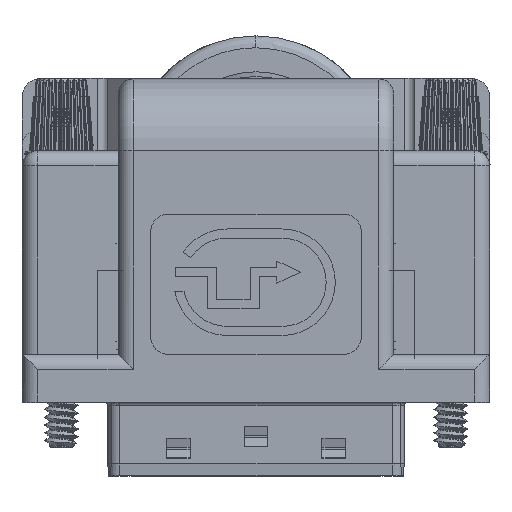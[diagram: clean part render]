
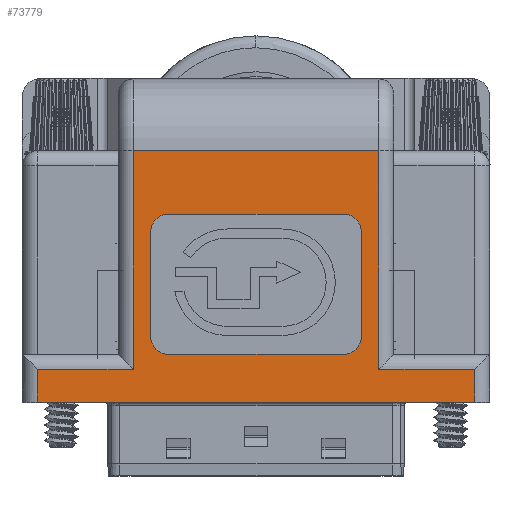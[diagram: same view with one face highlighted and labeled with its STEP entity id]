
A CAD part, top view. The second image highlights one B-rep face of the part: STEP entity #73779.
In plain terms, the highlighted face is planar.
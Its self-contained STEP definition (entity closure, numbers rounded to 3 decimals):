
#19154 = DIRECTION ( 'NONE',  ( 1., 0., 0. ) ) ;
#19156 = VECTOR ( 'NONE', #19154, 1000. ) ;
#73673 = VERTEX_POINT ( 'NONE', #79279 ) ;
#73692 = ORIENTED_EDGE ( 'NONE', *, *, #73771, .T. ) ;
#73726 = ORIENTED_EDGE ( 'NONE', *, *, #73795, .T. ) ;
#73727 = EDGE_LOOP ( 'NONE', ( #73785, #73791, #73798, #73839, #73757, #73726, #73769, #73692 ) ) ;
#73735 = VERTEX_POINT ( 'NONE', #79527 ) ;
#73746 = EDGE_CURVE ( 'NONE', #73735, #73780, #79571, .T. ) ;
#73757 = ORIENTED_EDGE ( 'NONE', *, *, #73840, .T. ) ;
#73758 = EDGE_LOOP ( 'NONE', ( #73808, #73820, #73828, #73773, #73816, #73825, #73829, #73879 ) ) ;
#73762 = VERTEX_POINT ( 'NONE', #79602 ) ;
#73764 = EDGE_CURVE ( 'NONE', #73787, #73793, #79598, .T. ) ;
#73769 = ORIENTED_EDGE ( 'NONE', *, *, #73764, .T. ) ;
#73771 = EDGE_CURVE ( 'NONE', #73793, #73735, #79582, .T. ) ;
#73772 = EDGE_CURVE ( 'NONE', #73810, #73844, #79630, .T. ) ;
#73773 = ORIENTED_EDGE ( 'NONE', *, *, #73818, .T. ) ;
#73776 = EDGE_CURVE ( 'NONE', #73844, #73809, #79619, .T. ) ;
#73777 = VERTEX_POINT ( 'NONE', #79624 ) ;
#73778 = VERTEX_POINT ( 'NONE', #79618 ) ;
#73779 = ADVANCED_FACE ( 'NONE', ( #79610, #79623 ), #79620, .F. ) ;
#73780 = VERTEX_POINT ( 'NONE', #79626 ) ;
#73785 = ORIENTED_EDGE ( 'NONE', *, *, #73746, .T. ) ;
#73786 = EDGE_CURVE ( 'NONE', #73780, #73673, #79605, .T. ) ;
#73787 = VERTEX_POINT ( 'NONE', #79614 ) ;
#73791 = ORIENTED_EDGE ( 'NONE', *, *, #73786, .T. ) ;
#73792 = EDGE_CURVE ( 'NONE', #73673, #73777, #79633, .T. ) ;
#73793 = VERTEX_POINT ( 'NONE', #79692 ) ;
#73795 = EDGE_CURVE ( 'NONE', #73842, #73787, #79693, .T. ) ;
#73798 = ORIENTED_EDGE ( 'NONE', *, *, #73792, .T. ) ;
#73799 = EDGE_CURVE ( 'NONE', #73777, #73778, #79663, .T. ) ;
#73808 = ORIENTED_EDGE ( 'NONE', *, *, #73772, .T. ) ;
#73809 = VERTEX_POINT ( 'NONE', #79699 ) ;
#73810 = VERTEX_POINT ( 'NONE', #79698 ) ;
#73815 = VERTEX_POINT ( 'NONE', #79697 ) ;
#73816 = ORIENTED_EDGE ( 'NONE', *, *, #73834, .T. ) ;
#73818 = EDGE_CURVE ( 'NONE', #73762, #73836, #79704, .T. ) ;
#73820 = ORIENTED_EDGE ( 'NONE', *, *, #73776, .T. ) ;
#73822 = EDGE_CURVE ( 'NONE', #73809, #73762, #79766, .T. ) ;
#73825 = ORIENTED_EDGE ( 'NONE', *, *, #73870, .T. ) ;
#73828 = ORIENTED_EDGE ( 'NONE', *, *, #73822, .T. ) ;
#73829 = ORIENTED_EDGE ( 'NONE', *, *, #73875, .T. ) ;
#73831 = VERTEX_POINT ( 'NONE', #79760 ) ;
#73832 = VERTEX_POINT ( 'NONE', #79761 ) ;
#73834 = EDGE_CURVE ( 'NONE', #73836, #73815, #79823, .T. ) ;
#73836 = VERTEX_POINT ( 'NONE', #79821 ) ;
#73839 = ORIENTED_EDGE ( 'NONE', *, *, #73799, .T. ) ;
#73840 = EDGE_CURVE ( 'NONE', #73778, #73842, #79877, .T. ) ;
#73842 = VERTEX_POINT ( 'NONE', #79826 ) ;
#73844 = VERTEX_POINT ( 'NONE', #79891 ) ;
#73870 = EDGE_CURVE ( 'NONE', #73815, #73832, #79994, .T. ) ;
#73875 = EDGE_CURVE ( 'NONE', #73832, #73831, #80015, .T. ) ;
#73879 = ORIENTED_EDGE ( 'NONE', *, *, #73881, .T. ) ;
#73881 = EDGE_CURVE ( 'NONE', #73831, #73810, #80002, .T. ) ;
#79279 = CARTESIAN_POINT ( 'NONE',  ( -8.8, -7.8, 14.2 ) ) ;
#79527 = CARTESIAN_POINT ( 'NONE',  ( -7.3, -7.8, 4. ) ) ;
#79545 = CARTESIAN_POINT ( 'NONE',  ( 7.3, -7.8, 5.5 ) ) ;
#79550 = DIRECTION ( 'NONE',  ( 1., 0., 0. ) ) ;
#79551 = DIRECTION ( 'NONE',  ( 0., 1., 0. ) ) ;
#79559 = CARTESIAN_POINT ( 'NONE',  ( -7.3, -7.8, 5.5 ) ) ;
#79560 = AXIS2_PLACEMENT_3D ( 'NONE', #79559, #79551, #79550 ) ;
#79571 = CIRCLE ( 'NONE', #79560, 1.5 ) ;
#79579 = DIRECTION ( 'NONE',  ( -1., 0., 0. ) ) ;
#79580 = VECTOR ( 'NONE', #79579, 1000. ) ;
#79581 = CARTESIAN_POINT ( 'NONE',  ( -7.3, -7.8, 4. ) ) ;
#79582 = LINE ( 'NONE', #79581, #79580 ) ;
#79589 = DIRECTION ( 'NONE',  ( 1., 0., 0. ) ) ;
#79590 = DIRECTION ( 'NONE',  ( 0., 1., 0. ) ) ;
#79593 = AXIS2_PLACEMENT_3D ( 'NONE', #79612, #79611, #79608 ) ;
#79596 = AXIS2_PLACEMENT_3D ( 'NONE', #79545, #79590, #79589 ) ;
#79598 = CIRCLE ( 'NONE', #79596, 1.5 ) ;
#79602 = CARTESIAN_POINT ( 'NONE',  ( -10.25, -7.8, 2.75 ) ) ;
#79603 = DIRECTION ( 'NONE',  ( 0., 1., 0. ) ) ;
#79604 = CARTESIAN_POINT ( 'NONE',  ( -8.8, -7.8, 14.2 ) ) ;
#79605 = LINE ( 'NONE', #79604, #79635 ) ;
#79606 = VECTOR ( 'NONE', #79683, 1000. ) ;
#79608 = DIRECTION ( 'NONE',  ( -1., 0., 0. ) ) ;
#79610 = FACE_BOUND ( 'NONE', #73727, .T. ) ;
#79611 = DIRECTION ( 'NONE',  ( 0., 1., 0. ) ) ;
#79612 = CARTESIAN_POINT ( 'NONE',  ( 19.5, -7.8, 27. ) ) ;
#79614 = CARTESIAN_POINT ( 'NONE',  ( 8.8, -7.8, 5.5 ) ) ;
#79615 = DIRECTION ( 'NONE',  ( -1., 0., 0. ) ) ;
#79616 = VECTOR ( 'NONE', #79615, 1000. ) ;
#79617 = CARTESIAN_POINT ( 'NONE',  ( 19.5, -7.8, 21. ) ) ;
#79618 = CARTESIAN_POINT ( 'NONE',  ( 7.3, -7.8, 15.7 ) ) ;
#79619 = LINE ( 'NONE', #79617, #79616 ) ;
#79620 = PLANE ( 'NONE',  #79593 ) ;
#79623 = FACE_OUTER_BOUND ( 'NONE', #73758, .T. ) ;
#79624 = CARTESIAN_POINT ( 'NONE',  ( -7.3, -7.8, 15.7 ) ) ;
#79626 = CARTESIAN_POINT ( 'NONE',  ( -8.8, -7.8, 5.5 ) ) ;
#79627 = DIRECTION ( 'NONE',  ( 0., 0., 1. ) ) ;
#79628 = VECTOR ( 'NONE', #79627, 1000. ) ;
#79629 = CARTESIAN_POINT ( 'NONE',  ( 10.25, -7.8, 27. ) ) ;
#79630 = LINE ( 'NONE', #79629, #79628 ) ;
#79633 = CIRCLE ( 'NONE', #79691, 1.5 ) ;
#79634 = DIRECTION ( 'NONE',  ( 0., 0., 1. ) ) ;
#79635 = VECTOR ( 'NONE', #79634, 1000. ) ;
#79663 = LINE ( 'NONE', #79665, #19156 ) ;
#79665 = CARTESIAN_POINT ( 'NONE',  ( -7.3, -7.8, 15.7 ) ) ;
#79668 = DIRECTION ( 'NONE',  ( 1., 0., 0. ) ) ;
#79682 = CARTESIAN_POINT ( 'NONE',  ( -7.3, -7.8, 14.2 ) ) ;
#79683 = DIRECTION ( 'NONE',  ( 0., 0., -1. ) ) ;
#79684 = CARTESIAN_POINT ( 'NONE',  ( 8.8, -7.8, 14.2 ) ) ;
#79691 = AXIS2_PLACEMENT_3D ( 'NONE', #79682, #79603, #79668 ) ;
#79692 = CARTESIAN_POINT ( 'NONE',  ( 7.3, -7.8, 4. ) ) ;
#79693 = LINE ( 'NONE', #79684, #79606 ) ;
#79697 = CARTESIAN_POINT ( 'NONE',  ( -18.25, -7.8, 0. ) ) ;
#79698 = CARTESIAN_POINT ( 'NONE',  ( 10.25, -7.8, 2.75 ) ) ;
#79699 = CARTESIAN_POINT ( 'NONE',  ( -10.25, -7.8, 21. ) ) ;
#79703 = CARTESIAN_POINT ( 'NONE',  ( 19.5, -7.8, 2.75 ) ) ;
#79704 = LINE ( 'NONE', #79703, #79718 ) ;
#79718 = VECTOR ( 'NONE', #79767, 1000. ) ;
#79760 = CARTESIAN_POINT ( 'NONE',  ( 18.25, -7.8, 2.75 ) ) ;
#79761 = CARTESIAN_POINT ( 'NONE',  ( 18.25, -7.8, 0. ) ) ;
#79762 = DIRECTION ( 'NONE',  ( 0., 0., -1. ) ) ;
#79763 = VECTOR ( 'NONE', #79762, 1000. ) ;
#79764 = CARTESIAN_POINT ( 'NONE',  ( -10.25, -7.8, 27. ) ) ;
#79766 = LINE ( 'NONE', #79764, #79763 ) ;
#79767 = DIRECTION ( 'NONE',  ( -1., 0., 0. ) ) ;
#79821 = CARTESIAN_POINT ( 'NONE',  ( -18.25, -7.8, 2.75 ) ) ;
#79822 = CARTESIAN_POINT ( 'NONE',  ( -18.25, -7.8, 27. ) ) ;
#79823 = LINE ( 'NONE', #79822, #79876 ) ;
#79826 = CARTESIAN_POINT ( 'NONE',  ( 8.8, -7.8, 14.2 ) ) ;
#79858 = DIRECTION ( 'NONE',  ( 0., 1., 0. ) ) ;
#79859 = CARTESIAN_POINT ( 'NONE',  ( 7.3, -7.8, 14.2 ) ) ;
#79872 = AXIS2_PLACEMENT_3D ( 'NONE', #79859, #79858, #79901 ) ;
#79875 = DIRECTION ( 'NONE',  ( 0., 0., -1. ) ) ;
#79876 = VECTOR ( 'NONE', #79875, 1000. ) ;
#79877 = CIRCLE ( 'NONE', #79872, 1.5 ) ;
#79891 = CARTESIAN_POINT ( 'NONE',  ( 10.25, -7.8, 21. ) ) ;
#79901 = DIRECTION ( 'NONE',  ( -1., 0., 0. ) ) ;
#79993 = CARTESIAN_POINT ( 'NONE',  ( 19.5, -7.8, 0. ) ) ;
#79994 = LINE ( 'NONE', #79993, #80018 ) ;
#80001 = CARTESIAN_POINT ( 'NONE',  ( 19.5, -7.8, 2.75 ) ) ;
#80002 = LINE ( 'NONE', #80001, #80026 ) ;
#80006 = DIRECTION ( 'NONE',  ( 0., 0., 1. ) ) ;
#80007 = VECTOR ( 'NONE', #80006, 1000. ) ;
#80014 = CARTESIAN_POINT ( 'NONE',  ( 18.25, -7.8, 27. ) ) ;
#80015 = LINE ( 'NONE', #80014, #80007 ) ;
#80017 = DIRECTION ( 'NONE',  ( 1., 0., 0. ) ) ;
#80018 = VECTOR ( 'NONE', #80017, 1000. ) ;
#80024 = DIRECTION ( 'NONE',  ( -1., 0., 0. ) ) ;
#80026 = VECTOR ( 'NONE', #80024, 1000. ) ;
